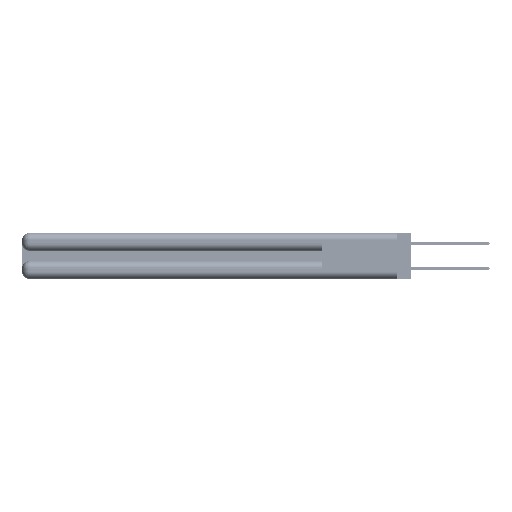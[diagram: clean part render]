
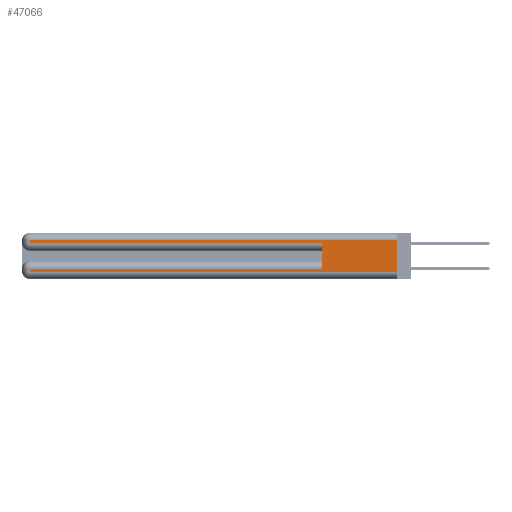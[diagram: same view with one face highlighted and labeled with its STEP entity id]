
A CAD part, left-side view. The second image highlights one B-rep face of the part: STEP entity #47066.
In plain terms, the highlighted planar face has unit normal (-1, 0, 0).
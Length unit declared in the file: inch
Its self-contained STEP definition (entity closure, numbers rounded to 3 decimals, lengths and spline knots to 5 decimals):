
#373 = LINE ( 'NONE', #31584, #10852 ) ;
#573 = EDGE_CURVE ( 'NONE', #43398, #44184, #22442, .T. ) ;
#611 = CARTESIAN_POINT ( 'NONE',  ( 0., 2.94, 0.285 ) ) ;
#768 = LINE ( 'NONE', #34383, #43362 ) ;
#1258 = EDGE_CURVE ( 'NONE', #48304, #44184, #768, .T. ) ;
#2487 = CARTESIAN_POINT ( 'NONE',  ( 0., 0.6, 0.145 ) ) ;
#3016 = VERTEX_POINT ( 'NONE', #7524 ) ;
#3464 = DIRECTION ( 'NONE',  ( 0., 0., 1. ) ) ;
#3498 = CARTESIAN_POINT ( 'NONE',  ( 0., 0., 0.31 ) ) ;
#7276 = EDGE_CURVE ( 'NONE', #44487, #3016, #18655, .T. ) ;
#7460 = CARTESIAN_POINT ( 'NONE',  ( 0., 2.94, 0.37 ) ) ;
#7524 = CARTESIAN_POINT ( 'NONE',  ( 0., 2.94, 0.06 ) ) ;
#9240 = EDGE_CURVE ( 'NONE', #3016, #17288, #373, .T. ) ;
#10852 = VECTOR ( 'NONE', #56952, 39.37008 ) ;
#11633 = CARTESIAN_POINT ( 'NONE',  ( 0., 0., 0.06 ) ) ;
#13062 = EDGE_CURVE ( 'NONE', #31177, #39691, #43647, .T. ) ;
#13547 = ORIENTED_EDGE ( 'NONE', *, *, #13062, .T. ) ;
#13690 = CARTESIAN_POINT ( 'NONE',  ( 0., 2.94, 0.31 ) ) ;
#14497 = VECTOR ( 'NONE', #21608, 39.37008 ) ;
#17288 = VERTEX_POINT ( 'NONE', #11633 ) ;
#17289 = DIRECTION ( 'NONE',  ( 0., 1., 0. ) ) ;
#17860 = CARTESIAN_POINT ( 'NONE',  ( 0., 0., 0.31 ) ) ;
#18466 = DIRECTION ( 'NONE',  ( 0., 0., -1. ) ) ;
#18655 = LINE ( 'NONE', #7460, #14497 ) ;
#18661 = DIRECTION ( 'NONE',  ( 1., 0., 0. ) ) ;
#21608 = DIRECTION ( 'NONE',  ( 0., 0., -1. ) ) ;
#21682 = ORIENTED_EDGE ( 'NONE', *, *, #9240, .T. ) ;
#22111 = CARTESIAN_POINT ( 'NONE',  ( 0., 0.6, 0.285 ) ) ;
#22257 = ORIENTED_EDGE ( 'NONE', *, *, #27002, .F. ) ;
#22442 = LINE ( 'NONE', #2487, #30898 ) ;
#22756 = CARTESIAN_POINT ( 'NONE',  ( 0., 0., 0.37 ) ) ;
#23005 = VECTOR ( 'NONE', #24024, 39.37008 ) ;
#24024 = DIRECTION ( 'NONE',  ( 0., 0., -1. ) ) ;
#24569 = LINE ( 'NONE', #32852, #46927 ) ;
#24787 = VECTOR ( 'NONE', #17289, 39.37008 ) ;
#25580 = FACE_OUTER_BOUND ( 'NONE', #42351, .T. ) ;
#26767 = ORIENTED_EDGE ( 'NONE', *, *, #1258, .T. ) ;
#27002 = EDGE_CURVE ( 'NONE', #31177, #17288, #30881, .T. ) ;
#28368 = ORIENTED_EDGE ( 'NONE', *, *, #7276, .T. ) ;
#30881 = LINE ( 'NONE', #22756, #38530 ) ;
#30898 = VECTOR ( 'NONE', #3464, 39.37008 ) ;
#31177 = VERTEX_POINT ( 'NONE', #17860 ) ;
#31584 = CARTESIAN_POINT ( 'NONE',  ( 0., 0., 0.06 ) ) ;
#32852 = CARTESIAN_POINT ( 'NONE',  ( 0., 0., 0.085 ) ) ;
#32963 = EDGE_CURVE ( 'NONE', #43398, #44487, #24569, .T. ) ;
#34383 = CARTESIAN_POINT ( 'NONE',  ( 0., 0., 0.285 ) ) ;
#36638 = DIRECTION ( 'NONE',  ( 0., 0., -1. ) ) ;
#37686 = CARTESIAN_POINT ( 'NONE',  ( 0., 2.94, 0.37 ) ) ;
#37699 = LINE ( 'NONE', #37686, #23005 ) ;
#38530 = VECTOR ( 'NONE', #18466, 39.37008 ) ;
#39691 = VERTEX_POINT ( 'NONE', #13690 ) ;
#40175 = ORIENTED_EDGE ( 'NONE', *, *, #573, .F. ) ;
#40736 = CARTESIAN_POINT ( 'NONE',  ( 0., 0., 0.37 ) ) ;
#42351 = EDGE_LOOP ( 'NONE', ( #22257, #13547, #45466, #26767, #40175, #51166, #28368, #21682 ) ) ;
#42396 = DIRECTION ( 'NONE',  ( 0., -1., 0. ) ) ;
#43362 = VECTOR ( 'NONE', #42396, 39.37008 ) ;
#43398 = VERTEX_POINT ( 'NONE', #47821 ) ;
#43647 = LINE ( 'NONE', #3498, #24787 ) ;
#44184 = VERTEX_POINT ( 'NONE', #22111 ) ;
#44487 = VERTEX_POINT ( 'NONE', #50442 ) ;
#45466 = ORIENTED_EDGE ( 'NONE', *, *, #51085, .T. ) ;
#46927 = VECTOR ( 'NONE', #54940, 39.37008 ) ;
#47066 = ADVANCED_FACE ( 'NONE', ( #25580 ), #53681, .F. ) ;
#47821 = CARTESIAN_POINT ( 'NONE',  ( 0., 0.6, 0.085 ) ) ;
#48304 = VERTEX_POINT ( 'NONE', #611 ) ;
#50442 = CARTESIAN_POINT ( 'NONE',  ( 0., 2.94, 0.085 ) ) ;
#51085 = EDGE_CURVE ( 'NONE', #39691, #48304, #37699, .T. ) ;
#51166 = ORIENTED_EDGE ( 'NONE', *, *, #32963, .T. ) ;
#51540 = AXIS2_PLACEMENT_3D ( 'NONE', #40736, #18661, #36638 ) ;
#53681 = PLANE ( 'NONE',  #51540 ) ;
#54940 = DIRECTION ( 'NONE',  ( 0., 1., 0. ) ) ;
#56952 = DIRECTION ( 'NONE',  ( 0., -1., 0. ) ) ;
